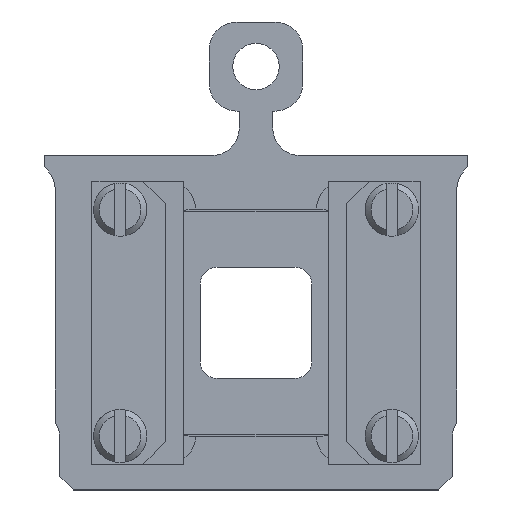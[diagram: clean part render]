
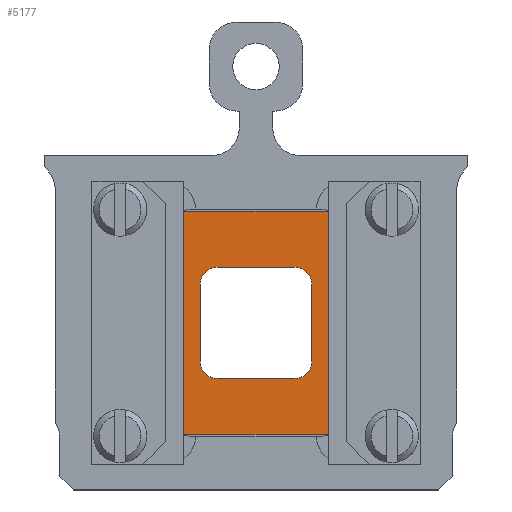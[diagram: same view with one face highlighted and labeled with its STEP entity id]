
A CAD part, top view. The second image highlights one B-rep face of the part: STEP entity #5177.
In plain terms, the highlighted planar face has unit normal (0, 0, 1).
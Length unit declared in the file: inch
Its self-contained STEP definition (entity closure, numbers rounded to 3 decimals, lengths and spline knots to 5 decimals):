
#223 = CARTESIAN_POINT ( 'NONE',  ( -0.06843, 0.3937, 0.01969 ) ) ;
#224 = CARTESIAN_POINT ( 'NONE',  ( -0.09843, 0.3637, 0.01969 ) ) ;
#225 = DIRECTION ( 'NONE',  ( 0., -1., 0. ) ) ;
#226 = CARTESIAN_POINT ( 'NONE',  ( -0.06843, 0.3637, 0.01969 ) ) ;
#227 = DIRECTION ( 'NONE',  ( 0., 0., 1. ) ) ;
#228 = DIRECTION ( 'NONE',  ( 0., -1., 0. ) ) ;
#230 = DIRECTION ( 'NONE',  ( -1., 0., 0. ) ) ;
#231 = CARTESIAN_POINT ( 'NONE',  ( 0.06843, 0.3637, 0.01969 ) ) ;
#232 = DIRECTION ( 'NONE',  ( 0., 0., 1. ) ) ;
#233 = DIRECTION ( 'NONE',  ( 0., 1., 0. ) ) ;
#620 = AXIS2_PLACEMENT_3D ( 'NONE', #6458, #6471, #6472 ) ;
#692 = CARTESIAN_POINT ( 'NONE',  ( 0.19685, 0.49213, 0.01969 ) ) ;
#693 = DIRECTION ( 'NONE',  ( 0., 1., 0. ) ) ;
#1095 = FACE_BOUND ( 'NONE', #2853, .T. ) ;
#1110 = FACE_OUTER_BOUND ( 'NONE', #2852, .T. ) ;
#1180 = LINE ( 'NONE', #692, #1181 ) ;
#1181 = VECTOR ( 'NONE', #693, 39.37008 ) ;
#1787 = AXIS2_PLACEMENT_3D ( 'NONE', #226, #227, #228 ) ;
#1789 = AXIS2_PLACEMENT_3D ( 'NONE', #231, #232, #233 ) ;
#1801 = AXIS2_PLACEMENT_3D ( 'NONE', #4786, #4796, #4797 ) ;
#1802 = AXIS2_PLACEMENT_3D ( 'NONE', #4789, #4806, #4807 ) ;
#2852 = EDGE_LOOP ( 'NONE', ( #3770, #3771, #3772, #3773 ) ) ;
#2853 = EDGE_LOOP ( 'NONE', ( #3774, #3775, #3776, #3777, #3778, #3779, #3780, #3781 ) ) ;
#2948 = EDGE_CURVE ( 'NONE', #3435, #3436, #1180, .T. ) ;
#3010 = EDGE_CURVE ( 'NONE', #3417, #3418, #5407, .T. ) ;
#3011 = EDGE_CURVE ( 'NONE', #3416, #3417, #5415, .T. ) ;
#3012 = EDGE_CURVE ( 'NONE', #3415, #3416, #5414, .T. ) ;
#3013 = EDGE_CURVE ( 'NONE', #3421, #3415, #5419, .T. ) ;
#3415 = VERTEX_POINT ( 'NONE', #4724 ) ;
#3416 = VERTEX_POINT ( 'NONE', #4725 ) ;
#3417 = VERTEX_POINT ( 'NONE', #4726 ) ;
#3418 = VERTEX_POINT ( 'NONE', #4727 ) ;
#3419 = VERTEX_POINT ( 'NONE', #4728 ) ;
#3420 = VERTEX_POINT ( 'NONE', #4729 ) ;
#3421 = VERTEX_POINT ( 'NONE', #4730 ) ;
#3422 = VERTEX_POINT ( 'NONE', #4731 ) ;
#3423 = VERTEX_POINT ( 'NONE', #4732 ) ;
#3424 = VERTEX_POINT ( 'NONE', #4733 ) ;
#3435 = VERTEX_POINT ( 'NONE', #4744 ) ;
#3436 = VERTEX_POINT ( 'NONE', #4745 ) ;
#3510 = EDGE_CURVE ( 'NONE', #3420, #3422, #5454, .T. ) ;
#3512 = EDGE_CURVE ( 'NONE', #3423, #3424, #5455, .T. ) ;
#3514 = EDGE_CURVE ( 'NONE', #3422, #3421, #5459, .T. ) ;
#3515 = EDGE_CURVE ( 'NONE', #3418, #3419, #5463, .T. ) ;
#3516 = EDGE_CURVE ( 'NONE', #3424, #3435, #5450, .T. ) ;
#3517 = EDGE_CURVE ( 'NONE', #3436, #3423, #5464, .T. ) ;
#3518 = EDGE_CURVE ( 'NONE', #3419, #3420, #5466, .T. ) ;
#3770 = ORIENTED_EDGE ( 'NONE', *, *, #3512, .T. ) ;
#3771 = ORIENTED_EDGE ( 'NONE', *, *, #3516, .T. ) ;
#3772 = ORIENTED_EDGE ( 'NONE', *, *, #2948, .T. ) ;
#3773 = ORIENTED_EDGE ( 'NONE', *, *, #3517, .T. ) ;
#3774 = ORIENTED_EDGE ( 'NONE', *, *, #3514, .F. ) ;
#3775 = ORIENTED_EDGE ( 'NONE', *, *, #3510, .F. ) ;
#3776 = ORIENTED_EDGE ( 'NONE', *, *, #3518, .F. ) ;
#3777 = ORIENTED_EDGE ( 'NONE', *, *, #3515, .F. ) ;
#3778 = ORIENTED_EDGE ( 'NONE', *, *, #3010, .F. ) ;
#3779 = ORIENTED_EDGE ( 'NONE', *, *, #3011, .F. ) ;
#3780 = ORIENTED_EDGE ( 'NONE', *, *, #3012, .F. ) ;
#3781 = ORIENTED_EDGE ( 'NONE', *, *, #3013, .F. ) ;
#4724 = CARTESIAN_POINT ( 'NONE',  ( 0.06843, 0.3937, 0.01969 ) ) ;
#4725 = CARTESIAN_POINT ( 'NONE',  ( -0.06843, 0.3937, 0.01969 ) ) ;
#4726 = CARTESIAN_POINT ( 'NONE',  ( -0.09843, 0.3637, 0.01969 ) ) ;
#4727 = CARTESIAN_POINT ( 'NONE',  ( -0.09843, 0.22685, 0.01969 ) ) ;
#4728 = CARTESIAN_POINT ( 'NONE',  ( -0.06843, 0.19685, 0.01969 ) ) ;
#4729 = CARTESIAN_POINT ( 'NONE',  ( 0.06843, 0.19685, 0.01969 ) ) ;
#4730 = CARTESIAN_POINT ( 'NONE',  ( 0.09843, 0.3637, 0.01969 ) ) ;
#4731 = CARTESIAN_POINT ( 'NONE',  ( 0.09843, 0.22685, 0.01969 ) ) ;
#4732 = CARTESIAN_POINT ( 'NONE',  ( -0.19685, 0.49213, 0.01969 ) ) ;
#4733 = CARTESIAN_POINT ( 'NONE',  ( -0.19685, 0.09843, 0.01969 ) ) ;
#4744 = CARTESIAN_POINT ( 'NONE',  ( 0.19685, 0.09843, 0.01969 ) ) ;
#4745 = CARTESIAN_POINT ( 'NONE',  ( 0.19685, 0.49213, 0.01969 ) ) ;
#4786 = CARTESIAN_POINT ( 'NONE',  ( 0.06843, 0.22685, 0.01969 ) ) ;
#4789 = CARTESIAN_POINT ( 'NONE',  ( -0.06843, 0.22685, 0.01969 ) ) ;
#4796 = DIRECTION ( 'NONE',  ( 0., 0., 1. ) ) ;
#4797 = DIRECTION ( 'NONE',  ( 0., -1., 0. ) ) ;
#4800 = CARTESIAN_POINT ( 'NONE',  ( -0.19685, 0.49213, 0.01969 ) ) ;
#4801 = DIRECTION ( 'NONE',  ( 0., -1., 0. ) ) ;
#4804 = CARTESIAN_POINT ( 'NONE',  ( 0.09843, 0.3637, 0.01969 ) ) ;
#4805 = DIRECTION ( 'NONE',  ( 0., 1., 0. ) ) ;
#4806 = DIRECTION ( 'NONE',  ( 0., 0., 1. ) ) ;
#4807 = DIRECTION ( 'NONE',  ( 0., -1., 0. ) ) ;
#4808 = CARTESIAN_POINT ( 'NONE',  ( -0.19685, 0.09843, 0.01969 ) ) ;
#4809 = DIRECTION ( 'NONE',  ( 1., 0., 0. ) ) ;
#4810 = CARTESIAN_POINT ( 'NONE',  ( -0.19685, 0.49213, 0.01969 ) ) ;
#4811 = DIRECTION ( 'NONE',  ( -1., 0., 0. ) ) ;
#4812 = CARTESIAN_POINT ( 'NONE',  ( -0.06843, 0.19685, 0.01969 ) ) ;
#4813 = DIRECTION ( 'NONE',  ( 1., 0., 0. ) ) ;
#5177 = ADVANCED_FACE ( 'NONE', ( #1110, #1095 ), #6462, .T. ) ;
#5407 = LINE ( 'NONE', #224, #5408 ) ;
#5408 = VECTOR ( 'NONE', #225, 39.37008 ) ;
#5411 = VECTOR ( 'NONE', #230, 39.37008 ) ;
#5414 = LINE ( 'NONE', #223, #5411 ) ;
#5415 = CIRCLE ( 'NONE', #1787, 0.03 ) ;
#5419 = CIRCLE ( 'NONE', #1789, 0.03 ) ;
#5450 = LINE ( 'NONE', #4808, #5453 ) ;
#5453 = VECTOR ( 'NONE', #4809, 39.37008 ) ;
#5454 = CIRCLE ( 'NONE', #1801, 0.03 ) ;
#5455 = LINE ( 'NONE', #4800, #5456 ) ;
#5456 = VECTOR ( 'NONE', #4801, 39.37008 ) ;
#5459 = LINE ( 'NONE', #4804, #5460 ) ;
#5460 = VECTOR ( 'NONE', #4805, 39.37008 ) ;
#5463 = CIRCLE ( 'NONE', #1802, 0.03 ) ;
#5464 = LINE ( 'NONE', #4810, #5465 ) ;
#5465 = VECTOR ( 'NONE', #4811, 39.37008 ) ;
#5466 = LINE ( 'NONE', #4812, #5467 ) ;
#5467 = VECTOR ( 'NONE', #4813, 39.37008 ) ;
#6458 = CARTESIAN_POINT ( 'NONE',  ( -0.19685, 0.09843, 0.01969 ) ) ;
#6462 = PLANE ( 'NONE',  #620 ) ;
#6471 = DIRECTION ( 'NONE',  ( 0., 0., 1. ) ) ;
#6472 = DIRECTION ( 'NONE',  ( 0., -1., 0. ) ) ;
